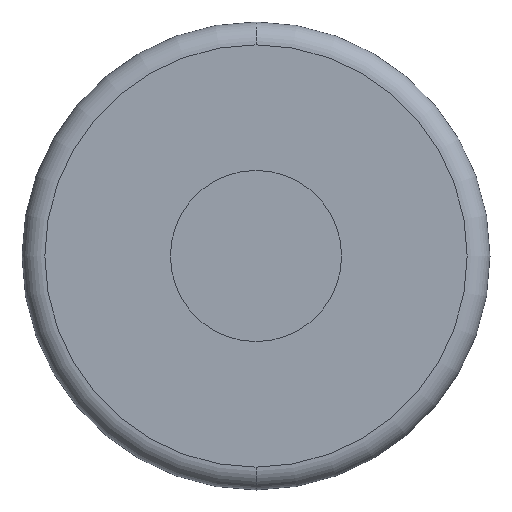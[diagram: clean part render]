
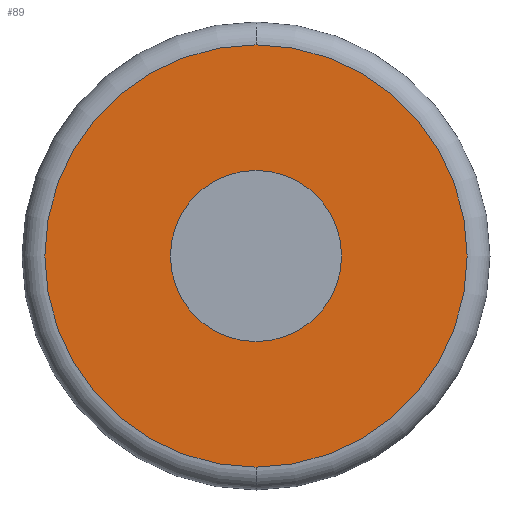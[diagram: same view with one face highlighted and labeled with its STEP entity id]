
A CAD part, front view. The second image highlights one B-rep face of the part: STEP entity #89.
In plain terms, the highlighted planar face has unit normal (0, -1, 0).
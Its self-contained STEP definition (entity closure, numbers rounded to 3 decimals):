
#2 = CIRCLE ( 'NONE', #94, 7.5 ) ;
#8 = CIRCLE ( 'NONE', #104, 18.5 ) ;
#18 = AXIS2_PLACEMENT_3D ( 'NONE', #724, #466, #671 ) ;
#42 = CIRCLE ( 'NONE', #18, 18.5 ) ;
#52 = FACE_BOUND ( 'NONE', #386, .T. ) ;
#60 = VERTEX_POINT ( 'NONE', #562 ) ;
#80 = ORIENTED_EDGE ( 'NONE', *, *, #113, .F. ) ;
#89 = ADVANCED_FACE ( 'NONE', ( #701, #52 ), #704, .T. ) ;
#94 = AXIS2_PLACEMENT_3D ( 'NONE', #378, #592, #586 ) ;
#104 = AXIS2_PLACEMENT_3D ( 'NONE', #718, #648, #461 ) ;
#113 = EDGE_CURVE ( 'NONE', #572, #636, #218, .T. ) ;
#129 = ORIENTED_EDGE ( 'NONE', *, *, #376, .F. ) ;
#173 = VERTEX_POINT ( 'NONE', #656 ) ;
#218 = CIRCLE ( 'NONE', #693, 7.5 ) ;
#262 = CARTESIAN_POINT ( 'NONE',  ( 0., 0., -7.5 ) ) ;
#317 = DIRECTION ( 'NONE',  ( 0., -1., 0. ) ) ;
#333 = DIRECTION ( 'NONE',  ( 0., -1., 0. ) ) ;
#367 = CARTESIAN_POINT ( 'NONE',  ( 0., 0., 7.5 ) ) ;
#371 = EDGE_CURVE ( 'NONE', #173, #60, #8, .T. ) ;
#376 = EDGE_CURVE ( 'NONE', #636, #572, #2, .T. ) ;
#378 = CARTESIAN_POINT ( 'NONE',  ( 0., 0., 0. ) ) ;
#386 = EDGE_LOOP ( 'NONE', ( #129, #80 ) ) ;
#390 = CARTESIAN_POINT ( 'NONE',  ( 0., 0., 0. ) ) ;
#417 = AXIS2_PLACEMENT_3D ( 'NONE', #539, #333, #503 ) ;
#461 = DIRECTION ( 'NONE',  ( 0., 0., -1. ) ) ;
#466 = DIRECTION ( 'NONE',  ( 0., -1., 0. ) ) ;
#482 = EDGE_CURVE ( 'NONE', #60, #173, #42, .T. ) ;
#502 = ORIENTED_EDGE ( 'NONE', *, *, #371, .T. ) ;
#503 = DIRECTION ( 'NONE',  ( 0., 0., -1. ) ) ;
#510 = EDGE_LOOP ( 'NONE', ( #728, #502 ) ) ;
#539 = CARTESIAN_POINT ( 'NONE',  ( 7.5, 0., 0. ) ) ;
#562 = CARTESIAN_POINT ( 'NONE',  ( 0., 0., -18.5 ) ) ;
#572 = VERTEX_POINT ( 'NONE', #367 ) ;
#586 = DIRECTION ( 'NONE',  ( 0., 0., -1. ) ) ;
#592 = DIRECTION ( 'NONE',  ( 0., -1., 0. ) ) ;
#636 = VERTEX_POINT ( 'NONE', #262 ) ;
#648 = DIRECTION ( 'NONE',  ( 0., -1., 0. ) ) ;
#656 = CARTESIAN_POINT ( 'NONE',  ( 0., 0., 18.5 ) ) ;
#671 = DIRECTION ( 'NONE',  ( 0., 0., -1. ) ) ;
#693 = AXIS2_PLACEMENT_3D ( 'NONE', #390, #317, #730 ) ;
#701 = FACE_OUTER_BOUND ( 'NONE', #510, .T. ) ;
#704 = PLANE ( 'NONE',  #417 ) ;
#718 = CARTESIAN_POINT ( 'NONE',  ( 0., 0., 0. ) ) ;
#724 = CARTESIAN_POINT ( 'NONE',  ( 0., 0., 0. ) ) ;
#728 = ORIENTED_EDGE ( 'NONE', *, *, #482, .T. ) ;
#730 = DIRECTION ( 'NONE',  ( 0., 0., -1. ) ) ;
